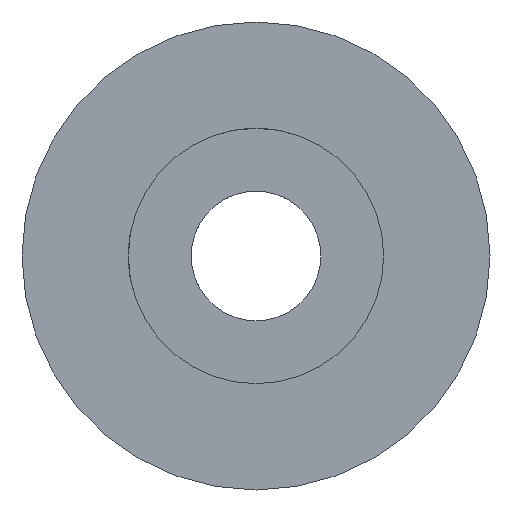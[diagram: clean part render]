
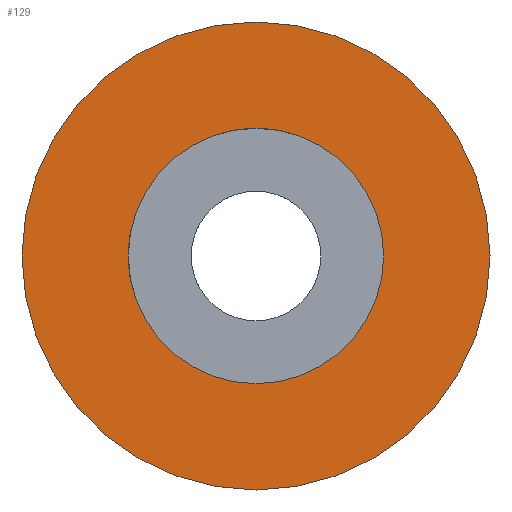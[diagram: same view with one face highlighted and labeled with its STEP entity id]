
A CAD part, left-side view. The second image highlights one B-rep face of the part: STEP entity #129.
In plain terms, the highlighted planar face has unit normal (-1, 0, 0).
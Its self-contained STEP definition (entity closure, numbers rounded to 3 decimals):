
#3 = VERTEX_POINT ( 'NONE', #173 ) ;
#26 = DIRECTION ( 'NONE',  ( 1., 0., 0. ) ) ;
#30 = CARTESIAN_POINT ( 'NONE',  ( 6.3, 0., 6. ) ) ;
#37 = CARTESIAN_POINT ( 'NONE',  ( 6.3, 0., 0. ) ) ;
#46 = AXIS2_PLACEMENT_3D ( 'NONE', #71, #70, #76 ) ;
#70 = DIRECTION ( 'NONE',  ( -1., 0., 0. ) ) ;
#71 = CARTESIAN_POINT ( 'NONE',  ( 6.3, 11., 0. ) ) ;
#73 = PLANE ( 'NONE',  #46 ) ;
#76 = DIRECTION ( 'NONE',  ( 0., 0., 1. ) ) ;
#89 = VERTEX_POINT ( 'NONE', #30 ) ;
#122 = CARTESIAN_POINT ( 'NONE',  ( 6.3, 0., -6. ) ) ;
#129 = ADVANCED_FACE ( 'NONE', ( #486, #609 ), #73, .T. ) ;
#141 = CARTESIAN_POINT ( 'NONE',  ( 6.3, 0., -11. ) ) ;
#173 = CARTESIAN_POINT ( 'NONE',  ( 6.3, 0., 11. ) ) ;
#255 = CIRCLE ( 'NONE', #485, 11. ) ;
#278 = CIRCLE ( 'NONE', #502, 11. ) ;
#294 = CIRCLE ( 'NONE', #504, 6. ) ;
#301 = CIRCLE ( 'NONE', #529, 6. ) ;
#352 = DIRECTION ( 'NONE',  ( 0., 0., -1. ) ) ;
#354 = DIRECTION ( 'NONE',  ( 1., 0., 0. ) ) ;
#356 = DIRECTION ( 'NONE',  ( 0., 0., -1. ) ) ;
#357 = CARTESIAN_POINT ( 'NONE',  ( 6.3, 0., 0. ) ) ;
#452 = CARTESIAN_POINT ( 'NONE',  ( 6.3, 0., 0. ) ) ;
#485 = AXIS2_PLACEMENT_3D ( 'NONE', #37, #26, #723 ) ;
#486 = FACE_BOUND ( 'NONE', #584, .T. ) ;
#496 = ORIENTED_EDGE ( 'NONE', *, *, #527, .T. ) ;
#502 = AXIS2_PLACEMENT_3D ( 'NONE', #357, #354, #352 ) ;
#504 = AXIS2_PLACEMENT_3D ( 'NONE', #678, #667, #356 ) ;
#508 = ORIENTED_EDGE ( 'NONE', *, *, #570, .T. ) ;
#527 = EDGE_CURVE ( 'NONE', #708, #89, #301, .T. ) ;
#529 = AXIS2_PLACEMENT_3D ( 'NONE', #452, #566, #555 ) ;
#555 = DIRECTION ( 'NONE',  ( 0., 0., -1. ) ) ;
#566 = DIRECTION ( 'NONE',  ( 1., 0., 0. ) ) ;
#570 = EDGE_CURVE ( 'NONE', #89, #708, #294, .T. ) ;
#584 = EDGE_LOOP ( 'NONE', ( #496, #508 ) ) ;
#587 = EDGE_CURVE ( 'NONE', #724, #3, #278, .T. ) ;
#601 = ORIENTED_EDGE ( 'NONE', *, *, #736, .F. ) ;
#609 = FACE_OUTER_BOUND ( 'NONE', #688, .T. ) ;
#626 = ORIENTED_EDGE ( 'NONE', *, *, #587, .F. ) ;
#667 = DIRECTION ( 'NONE',  ( 1., 0., 0. ) ) ;
#678 = CARTESIAN_POINT ( 'NONE',  ( 6.3, 0., 0. ) ) ;
#688 = EDGE_LOOP ( 'NONE', ( #626, #601 ) ) ;
#708 = VERTEX_POINT ( 'NONE', #122 ) ;
#723 = DIRECTION ( 'NONE',  ( 0., 0., -1. ) ) ;
#724 = VERTEX_POINT ( 'NONE', #141 ) ;
#736 = EDGE_CURVE ( 'NONE', #3, #724, #255, .T. ) ;
